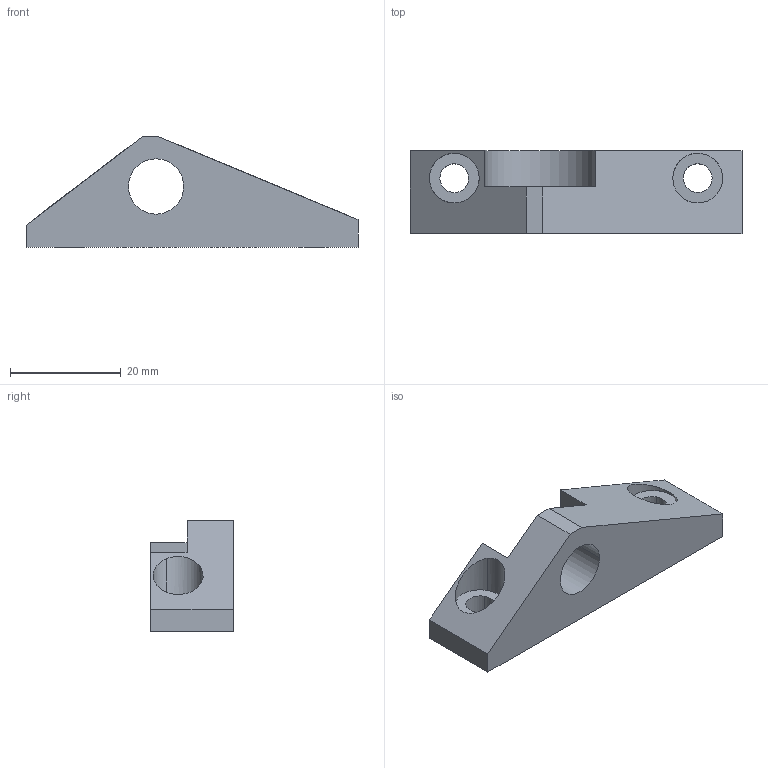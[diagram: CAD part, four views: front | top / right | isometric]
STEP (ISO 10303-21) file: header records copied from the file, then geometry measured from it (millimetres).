
FILE_DESCRIPTION(('CATIA V5 STEP Exchange'),'2;1');
FILE_NAME('mod-3286-01-RD-fixation-bafang-max-avd-arg.stp','2016-03-30T10:23:17+00:00',('none'),('none'),'CATIA Version 5 Release 19 GA (IN-10)','CATIA V5 STEP AP203','none');
FILE_SCHEMA(('CONFIG_CONTROL_DESIGN'));
Length unit declared in the file: millimetre
Products named in the file (1): mod-3286-00-RD-fixation-bafang-max-avd-arg
Bounding box: 60 x 15 x 20 mm (x, y, z)
Volume: 8147.2 mm3; surface area: 4075.4 mm2
Topology: 1 solids, 1 shells, 24 faces, 60 edges, 40 vertices
Faces by surface type: plane 13, cylinder 11
Entity records: 782 total; most frequent: CARTESIAN_POINT 181, ORIENTED_EDGE 120, DIRECTION 92, EDGE_CURVE 60, VERTEX_POINT 40, VECTOR 38, LINE 38, AXIS2_PLACEMENT_3D 37
